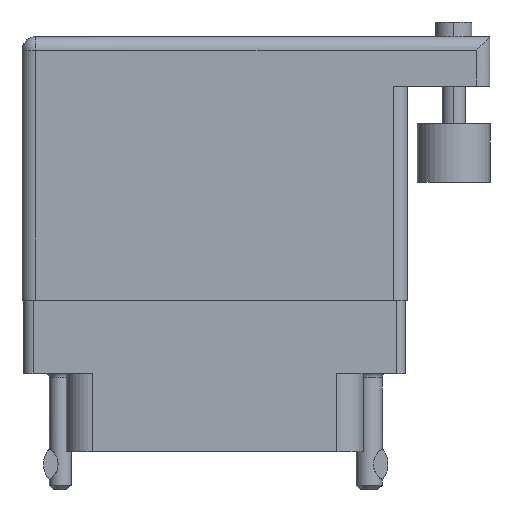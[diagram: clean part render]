
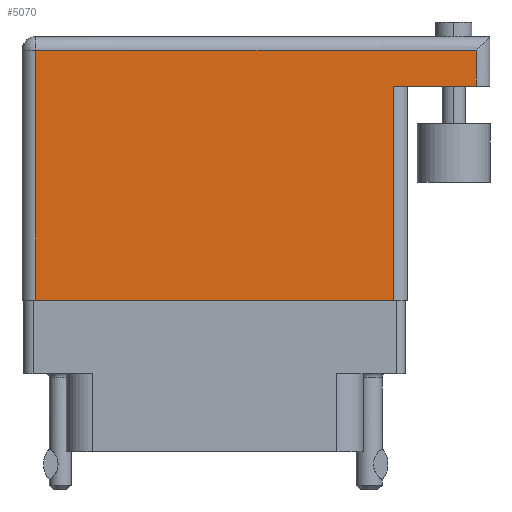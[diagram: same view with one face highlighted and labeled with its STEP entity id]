
A CAD part, front view. The second image highlights one B-rep face of the part: STEP entity #5070.
In plain terms, the highlighted face is planar.
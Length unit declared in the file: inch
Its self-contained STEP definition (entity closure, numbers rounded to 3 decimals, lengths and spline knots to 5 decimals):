
#103 = VECTOR ( 'NONE', #12235, 39.37008 ) ;
#766 = DIRECTION ( 'NONE',  ( -1., 0., 0. ) ) ;
#926 = EDGE_LOOP ( 'NONE', ( #17094, #17844, #22330, #34105, #24878, #22642 ) ) ;
#2027 = CARTESIAN_POINT ( 'NONE',  ( 0.047, 0., 0. ) ) ;
#2104 = DIRECTION ( 'NONE',  ( 0., 1., 0. ) ) ;
#2329 = EDGE_CURVE ( 'NONE', #13754, #31894, #27511, .T. ) ;
#2888 = VECTOR ( 'NONE', #8906, 39.37008 ) ;
#3358 = PLANE ( 'NONE',  #24094 ) ;
#3542 = LINE ( 'NONE', #34409, #8711 ) ;
#3546 = VERTEX_POINT ( 'NONE', #21326 ) ;
#3992 = VECTOR ( 'NONE', #766, 39.37008 ) ;
#4606 = DIRECTION ( 'NONE',  ( 1., 0., 0. ) ) ;
#5070 = ADVANCED_FACE ( 'NONE', ( #33685 ), #3358, .F. ) ;
#5124 = DIRECTION ( 'NONE',  ( 0., 1., 0. ) ) ;
#5842 = LINE ( 'NONE', #16471, #2888 ) ;
#6019 = CARTESIAN_POINT ( 'NONE',  ( 0.047, 0.859, 0. ) ) ;
#6238 = EDGE_CURVE ( 'NONE', #16838, #13754, #3542, .T. ) ;
#8051 = LINE ( 'NONE', #10588, #30368 ) ;
#8711 = VECTOR ( 'NONE', #4606, 39.37008 ) ;
#8906 = DIRECTION ( 'NONE',  ( -1., 0., 0. ) ) ;
#9631 = CARTESIAN_POINT ( 'NONE',  ( 1.562, 0.736, 0. ) ) ;
#10588 = CARTESIAN_POINT ( 'NONE',  ( 1.562, 0.906, 0. ) ) ;
#12235 = DIRECTION ( 'NONE',  ( 0., -1., 0. ) ) ;
#13754 = VERTEX_POINT ( 'NONE', #34941 ) ;
#13946 = CARTESIAN_POINT ( 'NONE',  ( 0., 0.859, 0. ) ) ;
#14369 = DIRECTION ( 'NONE',  ( -1., 0., 0. ) ) ;
#14751 = EDGE_CURVE ( 'NONE', #3546, #30461, #19523, .T. ) ;
#15117 = LINE ( 'NONE', #15281, #103 ) ;
#15281 = CARTESIAN_POINT ( 'NONE',  ( 0.047, 0., 0. ) ) ;
#16471 = CARTESIAN_POINT ( 'NONE',  ( 1.609, 0.736, 0. ) ) ;
#16838 = VERTEX_POINT ( 'NONE', #2027 ) ;
#17080 = DIRECTION ( 'NONE',  ( 0., 0., -1. ) ) ;
#17094 = ORIENTED_EDGE ( 'NONE', *, *, #6238, .T. ) ;
#17844 = ORIENTED_EDGE ( 'NONE', *, *, #2329, .T. ) ;
#18750 = EDGE_CURVE ( 'NONE', #22191, #3546, #8051, .T. ) ;
#18831 = CARTESIAN_POINT ( 'NONE',  ( 1.278, 0.736, 0. ) ) ;
#19326 = EDGE_CURVE ( 'NONE', #22191, #31894, #5842, .T. ) ;
#19523 = LINE ( 'NONE', #13946, #3992 ) ;
#21326 = CARTESIAN_POINT ( 'NONE',  ( 1.562, 0.859, 0. ) ) ;
#22191 = VERTEX_POINT ( 'NONE', #9631 ) ;
#22330 = ORIENTED_EDGE ( 'NONE', *, *, #19326, .F. ) ;
#22642 = ORIENTED_EDGE ( 'NONE', *, *, #31149, .T. ) ;
#24094 = AXIS2_PLACEMENT_3D ( 'NONE', #33514, #17080, #14369 ) ;
#24878 = ORIENTED_EDGE ( 'NONE', *, *, #14751, .T. ) ;
#25678 = VECTOR ( 'NONE', #5124, 39.37008 ) ;
#27511 = LINE ( 'NONE', #18831, #25678 ) ;
#30368 = VECTOR ( 'NONE', #2104, 39.37008 ) ;
#30461 = VERTEX_POINT ( 'NONE', #6019 ) ;
#31149 = EDGE_CURVE ( 'NONE', #30461, #16838, #15117, .T. ) ;
#31894 = VERTEX_POINT ( 'NONE', #34986 ) ;
#33514 = CARTESIAN_POINT ( 'NONE',  ( 0., 0.906, 0. ) ) ;
#33685 = FACE_OUTER_BOUND ( 'NONE', #926, .T. ) ;
#34105 = ORIENTED_EDGE ( 'NONE', *, *, #18750, .T. ) ;
#34409 = CARTESIAN_POINT ( 'NONE',  ( 0., 0., 0. ) ) ;
#34941 = CARTESIAN_POINT ( 'NONE',  ( 1.278, 0., 0. ) ) ;
#34986 = CARTESIAN_POINT ( 'NONE',  ( 1.278, 0.736, 0. ) ) ;
